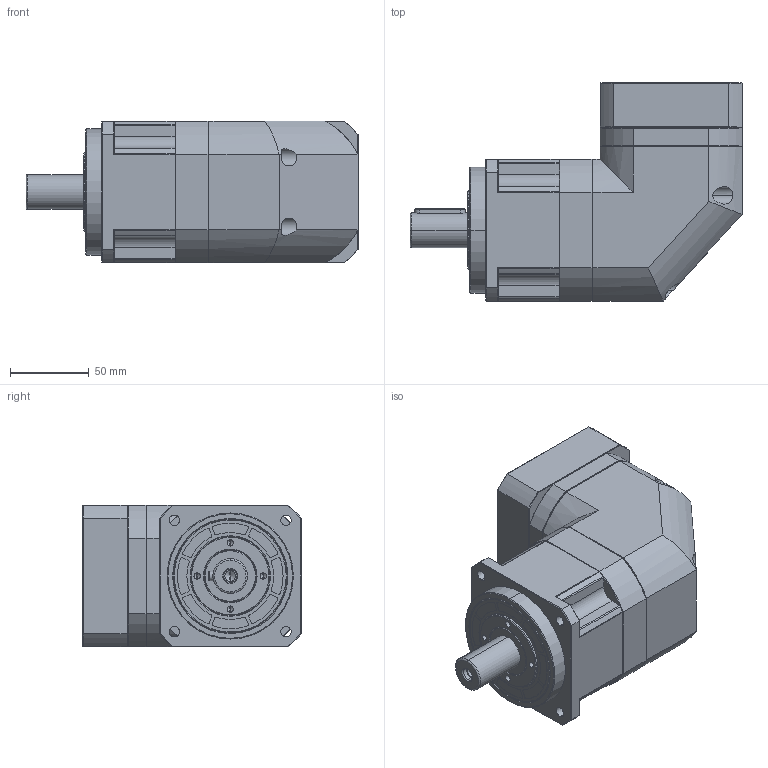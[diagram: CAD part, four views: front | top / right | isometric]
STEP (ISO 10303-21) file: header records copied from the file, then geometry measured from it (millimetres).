
FILE_DESCRIPTION((''),'2;1');
FILE_NAME('TMR090-L1-S2-P2-F-0002_ASM','2024-06-11T09:58:38',('mayn'),(''),'CREO PARAMETRIC BY PTC INC, 2020053','CREO PARAMETRIC BY PTC INC, 2020053','');
FILE_SCHEMA(('CONFIG_CONTROL_DESIGN'));
Length unit declared in the file: millimetre
Products named in the file (20): HEXAGON_SOCKET_HEAD_CAP_S-30720; HEXAGON_SOCKET_HEAD_CAP_SC-9242; HEXAGON_SOCKET_HEAD_CAP_S-20065; SPRING_LOCK_WASHERS--NORM-30785; SPRING_LOCK_WASHERS--NORMA-9136; HEXAGON_SOCKET_HEAD_CAP_SC-9179; 40X50X500; 19-14000; TMR900003; AKB90_D73-M5-98_5F0001; TMR90190001; __10001; 500; _KB900001_ASM; ABR900001; TMR900001; HEX_SOCKET_SET_SCREWS_WITH_FLAT; TMR900002; TMR90L1-73-14-45-M0001_ASM; TMR090-L1-S2-P2-F-0002_ASM
Assembly tree (45 placements, depth 4):
  TMR090-L1-S2-P2-F-0002_ASM
    TMR90L1-73-14-45-M0001_ASM
      HEXAGON_SOCKET_HEAD_CAP_S-30720  x6
      HEXAGON_SOCKET_HEAD_CAP_SC-9242  x6
      HEXAGON_SOCKET_HEAD_CAP_S-20065
      SPRING_LOCK_WASHERS--NORM-30785  x4
      SPRING_LOCK_WASHERS--NORMA-9136  x12
      HEXAGON_SOCKET_HEAD_CAP_SC-9179  x3
      40X50X500
      19-14000
      TMR900003
      AKB90_D73-M5-98_5F0001
      TMR90190001
      _KB900001_ASM
        __10001
        500
      ABR900001
      TMR900001
      HEX_SOCKET_SET_SCREWS_WITH_FLAT
      TMR900002
Bounding box: 210.5 x 138.5 x 90 mm (x, y, z)
Volume: 1344524.9 mm3; surface area: 212279.8 mm2
Topology: 43 solids, 43 shells, 1295 faces, 3222 edges, 2040 vertices
Faces by surface type: cylinder 548, plane 516, cone 183, torus 48
Entity records: 27733 total; most frequent: CARTESIAN_POINT 5372, DIRECTION 5052, ORIENTED_EDGE 4368, EDGE_CURVE 2184, AXIS2_PLACEMENT_3D 2061, VERTEX_POINT 1420, CIRCLE 1097, EDGE_LOOP 996
